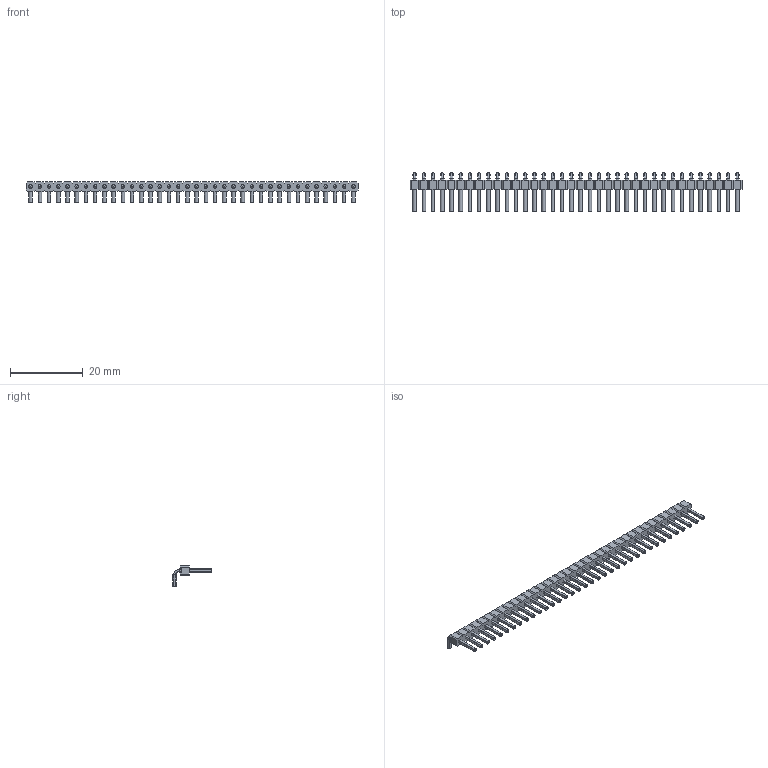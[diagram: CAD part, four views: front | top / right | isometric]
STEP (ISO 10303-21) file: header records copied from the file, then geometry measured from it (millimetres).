
FILE_DESCRIPTION(/* description */ ('-'),/* implementation_level */ '2;1');
FILE_NAME(/* name */ 'Stiftleiste, RM 2,54 mm - 6-3 mm, gewinkelt 90° stehend - 1 x 36 - schwarz',/* time_stamp */ '2022-04-28T23:39:06+02:00',/* author */ ('c.wilms'),/* organization */ ('-'),/* preprocessor_version */ 'ST-DEVELOPER v16.7',/* originating_system */ 'Solid Edge',/* authorisation */ 'Unknown');
FILE_SCHEMA (('AUTOMOTIVE_DESIGN {1 0 10303 214 3 1 1}'));
Length unit declared in the file: millimetre
Products named in the file (3): Stiftleiste, RM 2,54 mm - 6-3 mm, gewinkelt 90° stehend - 1 x 36 - sc
hwarz; Stiftleiste, RM 2,54 mm - Träger - 1 x 36 - schwarz; Stiftleiste, RM 2,54 mm - Stift, Reihe 1 -  6-3 mm, gewinkelt 90° ste
hend
Assembly tree (37 placements, depth 2):
  Stiftleiste, RM 2,54 mm - 6-3 mm, gewinkelt 90° stehend - 1 x 36 - sc
hwarz
    Stiftleiste, RM 2,54 mm - Träger - 1 x 36 - schwarz
    Stiftleiste, RM 2,54 mm - Stift, Reihe 1 -  6-3 mm, gewinkelt 90° ste
hend  x36
Bounding box: 91.44 x 10.56 x 5.54 mm (x, y, z)
Volume: 682.1 mm3; surface area: 3791.2 mm2
Topology: 37 solids, 109 shells, 1664 faces, 4482 edges, 2892 vertices
Faces by surface type: plane 944, cylinder 576, torus 144
Full cylindrical faces by diameter (mm): 1 x72
Entity records: 18623 total; most frequent: CARTESIAN_POINT 3264, ORIENTED_EDGE 3216, DIRECTION 3098, EDGE_CURVE 1610, LINE 1286, VECTOR 1286, VERTEX_POINT 1072, AXIS2_PLACEMENT_3D 906
